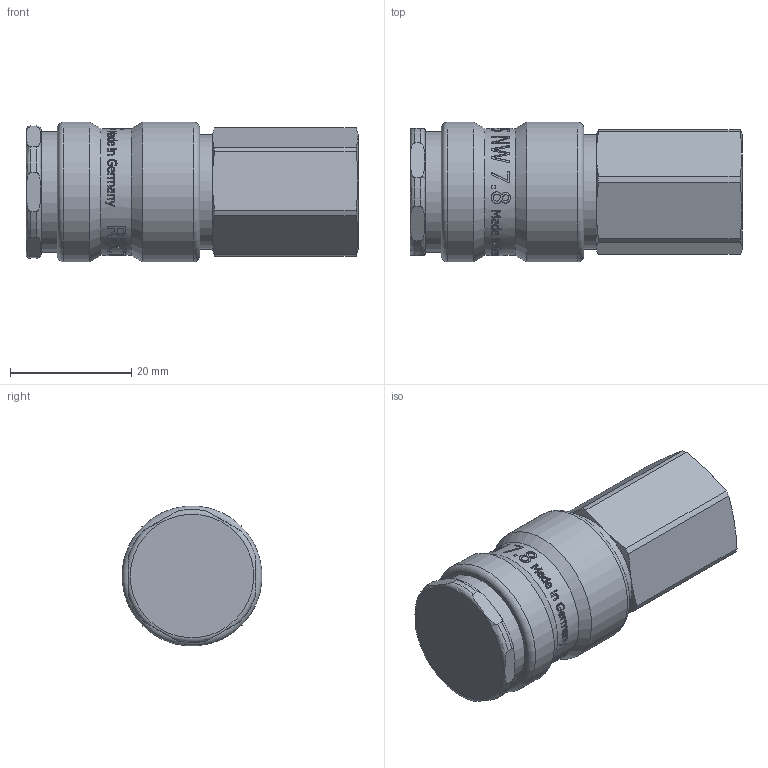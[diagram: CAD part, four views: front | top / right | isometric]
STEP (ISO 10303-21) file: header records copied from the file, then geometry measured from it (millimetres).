
FILE_DESCRIPTION((''),'2;1');
FILE_NAME('25kbiw13bpn.stp','2013-07-23T18:03:29',('AS035480'),(''),'Autodesk Inventor 2013','Autodesk Inventor 2013','');
FILE_SCHEMA(('AUTOMOTIVE_DESIGN { 1 0 10303 214 1 1 1 1 }'));
Length unit declared in the file: millimetre
Products named in the file (1): D107409
Bounding box: 54.85 x 23.08 x 23.08 mm (x, y, z)
Volume: 16857.9 mm3; surface area: 8269.3 mm2
Topology: 2 solids, 4 shells, 562 faces, 1498 edges, 992 vertices
Faces by surface type: bspline 248, plane 215, cylinder 73, cone 20, torus 6
Full cylindrical faces by diameter (mm): 11.445 x1, 14.697 x1, 15 x1, 15.1 x1, 15.3 x1, 16 x2, 17.25 x1, 18.95 x1, 19.35 x1, 20 x1, 20.05 x1, 21 x1, 23.15 x2
Entity records: 80993 total; most frequent: CARTESIAN_POINT 68595, ORIENTED_EDGE 2908, DIRECTION 1531, EDGE_CURVE 1454, VERTEX_POINT 983, B_SPLINE_CURVE_WITH_KNOTS 701, EDGE_LOOP 651, VECTOR 569
